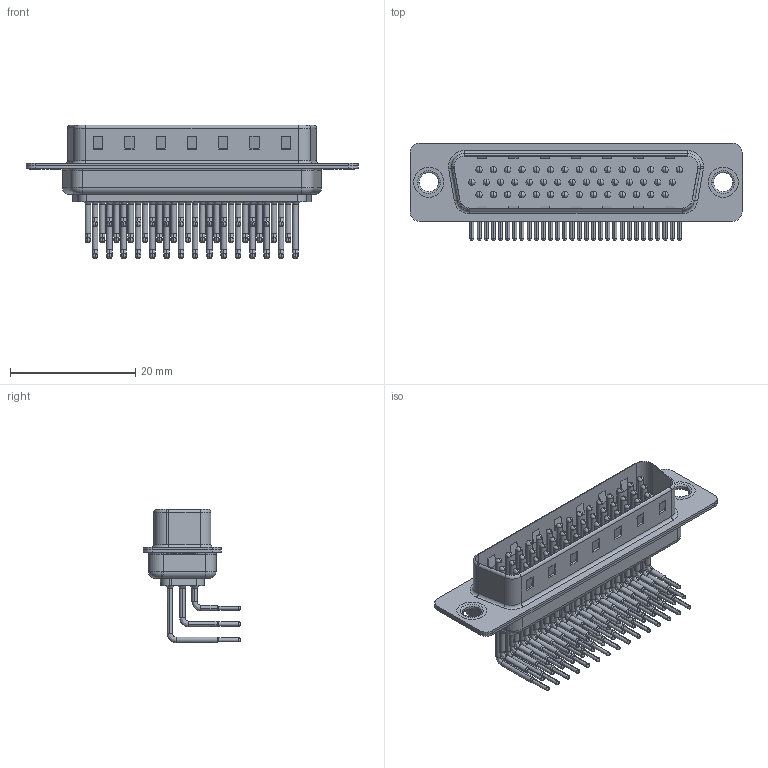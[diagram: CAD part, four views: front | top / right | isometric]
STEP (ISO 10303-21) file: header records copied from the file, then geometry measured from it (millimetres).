
FILE_DESCRIPTION (( 'STEP AP203' ), '1' );
FILE_NAME ('633-M44-263-BT1.STEP', '2018-09-28T00:16:30', ( '' ), ( '' ), 'SwSTEP 2.0', 'SolidWorks 2016', '' );
FILE_SCHEMA (( 'CONFIG_CONTROL_DESIGN' ));
Length unit declared in the file: millimetre
Products named in the file (8): 633M Contact Row 3; 633M Thru Hole Rivet; 633-M44-263-BT1; 633M Housing_44 Contacts; 633M Shell Front_44 Contacts; 633M Shell Rear_44 Contacts; 633M Contact Row 1; 633M Contact Row 2
Assembly tree (49 placements, depth 2):
  633-M44-263-BT1
    633M Housing_44 Contacts
    633M Shell Front_44 Contacts
    633M Shell Rear_44 Contacts
    633M Contact Row 1  x15
    633M Contact Row 2  x15
    633M Contact Row 3  x14
    633M Thru Hole Rivet  x2
Bounding box: 53.05 x 15.6 x 21.32 mm (x, y, z)
Volume: 3056.9 mm3; surface area: 9906.3 mm2
Topology: 49 solids, 49 shells, 5190 faces, 14545 edges, 9464 vertices
Faces by surface type: plane 2987, cylinder 1705, bspline 264, cone 176, torus 58
Entity records: 32567 total; most frequent: DIRECTION 5567, CARTESIAN_POINT 5488, ORIENTED_EDGE 4986, EDGE_CURVE 2493, AXIS2_PLACEMENT_3D 2067, VERTEX_POINT 1622, VECTOR 1433, LINE 1433
